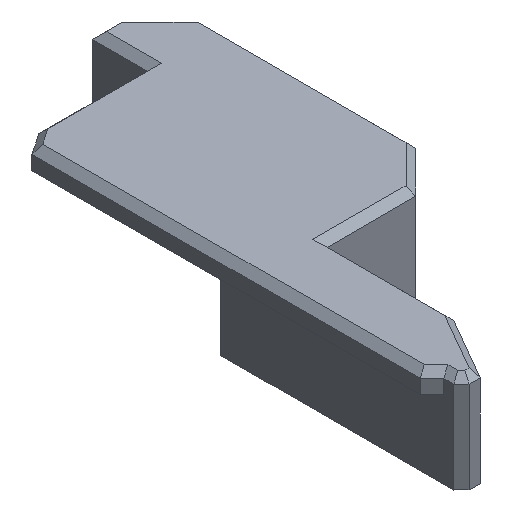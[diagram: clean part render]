
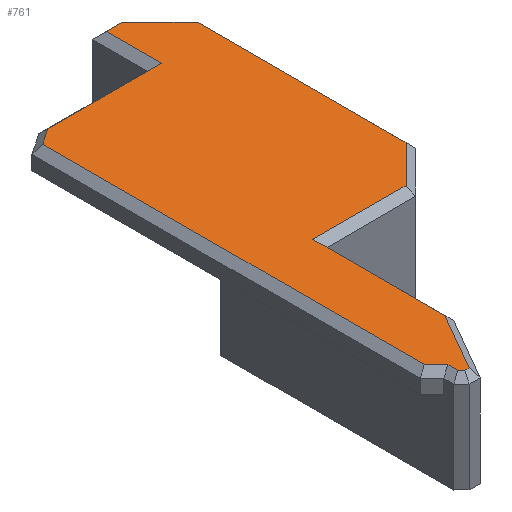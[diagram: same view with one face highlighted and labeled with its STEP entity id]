
A CAD part, isometric view. The second image highlights one B-rep face of the part: STEP entity #761.
In plain terms, the highlighted planar face has unit normal (0, 0, 1).
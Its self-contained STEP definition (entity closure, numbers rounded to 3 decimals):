
#54=FACE_OUTER_BOUND('',#99,.T.);
#99=EDGE_LOOP('',(#582,#583,#584,#585,#586,#587,#588,#589,#590,#591,#592,
#593,#594,#595,#596));
#126=LINE('',#1065,#224);
#128=LINE('',#1070,#226);
#132=LINE('',#1078,#230);
#135=LINE('',#1084,#233);
#138=LINE('',#1090,#236);
#141=LINE('',#1096,#239);
#144=LINE('',#1102,#242);
#147=LINE('',#1108,#245);
#151=LINE('',#1116,#249);
#154=LINE('',#1122,#252);
#157=LINE('',#1128,#255);
#160=LINE('',#1134,#258);
#163=LINE('',#1140,#261);
#166=LINE('',#1144,#264);
#167=LINE('',#1146,#265);
#224=VECTOR('',#858,10.);
#226=VECTOR('',#862,10.);
#230=VECTOR('',#868,10.);
#233=VECTOR('',#873,10.);
#236=VECTOR('',#878,10.);
#239=VECTOR('',#883,10.);
#242=VECTOR('',#888,10.);
#245=VECTOR('',#893,10.);
#249=VECTOR('',#899,10.);
#252=VECTOR('',#904,10.);
#255=VECTOR('',#909,10.);
#258=VECTOR('',#914,10.);
#261=VECTOR('',#919,10.);
#264=VECTOR('',#924,10.);
#265=VECTOR('',#927,10.);
#322=VERTEX_POINT('',#1062);
#323=VERTEX_POINT('',#1064);
#324=VERTEX_POINT('',#1068);
#325=VERTEX_POINT('',#1069);
#328=VERTEX_POINT('',#1077);
#330=VERTEX_POINT('',#1083);
#332=VERTEX_POINT('',#1089);
#334=VERTEX_POINT('',#1095);
#336=VERTEX_POINT('',#1101);
#338=VERTEX_POINT('',#1107);
#341=VERTEX_POINT('',#1115);
#343=VERTEX_POINT('',#1121);
#345=VERTEX_POINT('',#1127);
#347=VERTEX_POINT('',#1133);
#349=VERTEX_POINT('',#1139);
#386=EDGE_CURVE('',#322,#323,#126,.T.);
#388=EDGE_CURVE('',#324,#325,#128,.T.);
#392=EDGE_CURVE('',#325,#328,#132,.T.);
#395=EDGE_CURVE('',#328,#330,#135,.T.);
#398=EDGE_CURVE('',#330,#332,#138,.T.);
#401=EDGE_CURVE('',#332,#334,#141,.T.);
#404=EDGE_CURVE('',#334,#336,#144,.T.);
#407=EDGE_CURVE('',#336,#338,#147,.T.);
#411=EDGE_CURVE('',#338,#341,#151,.T.);
#414=EDGE_CURVE('',#341,#343,#154,.T.);
#417=EDGE_CURVE('',#343,#345,#157,.T.);
#420=EDGE_CURVE('',#345,#347,#160,.T.);
#423=EDGE_CURVE('',#347,#349,#163,.T.);
#426=EDGE_CURVE('',#349,#322,#166,.T.);
#427=EDGE_CURVE('',#323,#324,#167,.T.);
#582=ORIENTED_EDGE('',*,*,#388,.F.);
#583=ORIENTED_EDGE('',*,*,#427,.F.);
#584=ORIENTED_EDGE('',*,*,#386,.F.);
#585=ORIENTED_EDGE('',*,*,#426,.F.);
#586=ORIENTED_EDGE('',*,*,#423,.F.);
#587=ORIENTED_EDGE('',*,*,#420,.F.);
#588=ORIENTED_EDGE('',*,*,#417,.F.);
#589=ORIENTED_EDGE('',*,*,#414,.F.);
#590=ORIENTED_EDGE('',*,*,#411,.F.);
#591=ORIENTED_EDGE('',*,*,#407,.F.);
#592=ORIENTED_EDGE('',*,*,#404,.F.);
#593=ORIENTED_EDGE('',*,*,#401,.F.);
#594=ORIENTED_EDGE('',*,*,#398,.F.);
#595=ORIENTED_EDGE('',*,*,#395,.F.);
#596=ORIENTED_EDGE('',*,*,#392,.F.);
#719=PLANE('',#821);
#761=ADVANCED_FACE('',(#54),#719,.T.);
#821=AXIS2_PLACEMENT_3D('',#1186,#964,#965);
#858=DIRECTION('',(0.,1.,0.));
#862=DIRECTION('',(1.,0.,0.));
#868=DIRECTION('',(0.,1.,0.));
#873=DIRECTION('',(1.,0.,0.));
#878=DIRECTION('',(0.707,-0.707,0.));
#883=DIRECTION('',(0.,-1.,0.));
#888=DIRECTION('',(-0.707,-0.707,0.));
#893=DIRECTION('',(-1.,0.,0.));
#899=DIRECTION('',(0.,-1.,0.));
#904=DIRECTION('',(-0.5,-0.866,0.));
#909=DIRECTION('',(-1.,0.,0.));
#914=DIRECTION('',(-0.707,0.707,0.));
#919=DIRECTION('',(0.,1.,0.));
#924=DIRECTION('',(-0.707,0.707,0.));
#927=DIRECTION('',(0.832,0.555,0.));
#964=DIRECTION('center_axis',(0.,0.,1.));
#965=DIRECTION('ref_axis',(1.,0.,0.));
#1062=CARTESIAN_POINT('',(147.726,-87.415,20.85));
#1064=CARTESIAN_POINT('',(147.726,-33.291,20.85));
#1065=CARTESIAN_POINT('',(147.726,-72.654,20.85));
#1068=CARTESIAN_POINT('',(150.029,-31.756,20.85));
#1069=CARTESIAN_POINT('',(166.083,-31.756,20.85));
#1070=CARTESIAN_POINT('',(155.635,-31.756,20.85));
#1077=CARTESIAN_POINT('',(166.083,-23.956,20.85));
#1078=CARTESIAN_POINT('',(166.083,-40.217,20.85));
#1083=CARTESIAN_POINT('',(168.396,-23.956,20.85));
#1084=CARTESIAN_POINT('',(165.177,-23.956,20.85));
#1089=CARTESIAN_POINT('',(173.688,-29.247,20.85));
#1090=CARTESIAN_POINT('',(177.856,-33.416,20.85));
#1095=CARTESIAN_POINT('',(173.688,-58.859,20.85));
#1096=CARTESIAN_POINT('',(173.688,-58.376,20.85));
#1101=CARTESIAN_POINT('',(168.396,-64.15,20.85));
#1102=CARTESIAN_POINT('',(168.205,-64.342,20.85));
#1107=CARTESIAN_POINT('',(155.2,-64.15,20.85));
#1108=CARTESIAN_POINT('',(158.872,-64.15,20.85));
#1115=CARTESIAN_POINT('',(155.2,-82.832,20.85));
#1116=CARTESIAN_POINT('',(155.2,-70.839,20.85));
#1121=CARTESIAN_POINT('',(150.487,-91.,20.85));
#1122=CARTESIAN_POINT('',(159.058,-76.144,20.85));
#1127=CARTESIAN_POINT('',(149.897,-91.,20.85));
#1128=CARTESIAN_POINT('',(155.513,-91.,20.85));
#1133=CARTESIAN_POINT('',(149.4,-90.503,20.85));
#1134=CARTESIAN_POINT('',(144.033,-85.136,20.85));
#1139=CARTESIAN_POINT('',(149.4,-89.089,20.85));
#1140=CARTESIAN_POINT('',(149.4,-57.679,20.85));
#1144=CARTESIAN_POINT('',(144.387,-84.076,20.85));
#1146=CARTESIAN_POINT('',(146.705,-33.972,20.85));
#1186=CARTESIAN_POINT('Origin',(161.544,-57.478,20.85));
